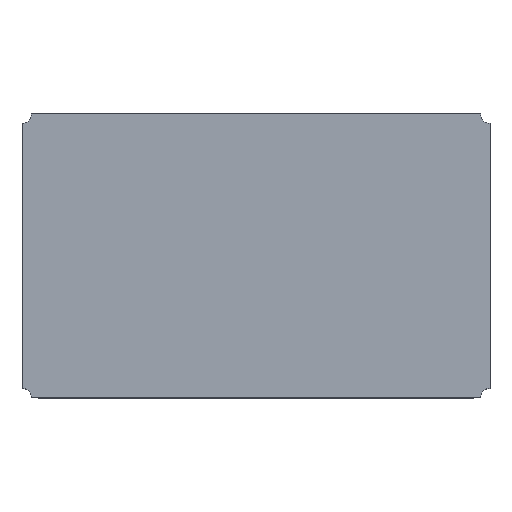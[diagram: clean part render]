
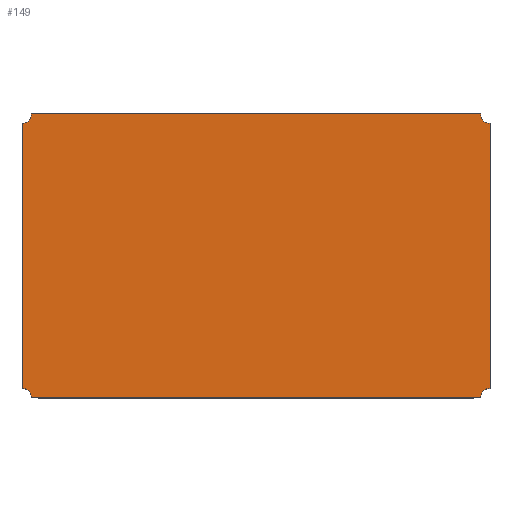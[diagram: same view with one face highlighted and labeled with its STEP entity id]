
A CAD part, top view. The second image highlights one B-rep face of the part: STEP entity #149.
In plain terms, the highlighted planar face has unit normal (0, 0, 1).
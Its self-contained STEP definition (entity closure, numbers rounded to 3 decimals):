
#33 = VERTEX_POINT('',#34);
#34 = CARTESIAN_POINT('',(-0.791,-0.5,0.49));
#40 = EDGE_CURVE('',#41,#33,#43,.T.);
#41 = VERTEX_POINT('',#42);
#42 = CARTESIAN_POINT('',(-0.824,-0.467,0.49));
#43 = CIRCLE('',#44,0.033);
#44 = AXIS2_PLACEMENT_3D('',#45,#46,#47);
#45 = CARTESIAN_POINT('',(-0.824,-0.5,0.49));
#46 = DIRECTION('',(0.,0.,-1.));
#47 = DIRECTION('',(1.,0.,0.));
#131 = VERTEX_POINT('',#132);
#132 = CARTESIAN_POINT('',(-0.824,0.467,0.49));
#138 = EDGE_CURVE('',#131,#41,#139,.T.);
#139 = LINE('',#140,#141);
#140 = CARTESIAN_POINT('',(-0.824,0.5,0.49));
#141 = VECTOR('',#142,1.);
#142 = DIRECTION('',(0.,-1.,0.));
#149 = ADVANCED_FACE('',(#150),#203,.T.);
#150 = FACE_BOUND('',#151,.T.);
#151 = EDGE_LOOP('',(#152,#160,#169,#177,#186,#194,#201,#202));
#152 = ORIENTED_EDGE('',*,*,#153,.T.);
#153 = EDGE_CURVE('',#33,#154,#156,.T.);
#154 = VERTEX_POINT('',#155);
#155 = CARTESIAN_POINT('',(0.791,-0.5,0.49));
#156 = LINE('',#157,#158);
#157 = CARTESIAN_POINT('',(-0.824,-0.5,0.49));
#158 = VECTOR('',#159,1.);
#159 = DIRECTION('',(1.,0.,0.));
#160 = ORIENTED_EDGE('',*,*,#161,.T.);
#161 = EDGE_CURVE('',#154,#162,#164,.T.);
#162 = VERTEX_POINT('',#163);
#163 = CARTESIAN_POINT('',(0.824,-0.467,0.49));
#164 = CIRCLE('',#165,0.033);
#165 = AXIS2_PLACEMENT_3D('',#166,#167,#168);
#166 = CARTESIAN_POINT('',(0.824,-0.5,0.49));
#167 = DIRECTION('',(0.,0.,-1.));
#168 = DIRECTION('',(1.,0.,0.));
#169 = ORIENTED_EDGE('',*,*,#170,.T.);
#170 = EDGE_CURVE('',#162,#171,#173,.T.);
#171 = VERTEX_POINT('',#172);
#172 = CARTESIAN_POINT('',(0.824,0.467,0.49));
#173 = LINE('',#174,#175);
#174 = CARTESIAN_POINT('',(0.824,-0.5,0.49));
#175 = VECTOR('',#176,1.);
#176 = DIRECTION('',(0.,1.,0.));
#177 = ORIENTED_EDGE('',*,*,#178,.T.);
#178 = EDGE_CURVE('',#171,#179,#181,.T.);
#179 = VERTEX_POINT('',#180);
#180 = CARTESIAN_POINT('',(0.791,0.5,0.49));
#181 = CIRCLE('',#182,0.033);
#182 = AXIS2_PLACEMENT_3D('',#183,#184,#185);
#183 = CARTESIAN_POINT('',(0.824,0.5,0.49));
#184 = DIRECTION('',(0.,0.,-1.));
#185 = DIRECTION('',(1.,0.,0.));
#186 = ORIENTED_EDGE('',*,*,#187,.T.);
#187 = EDGE_CURVE('',#179,#188,#190,.T.);
#188 = VERTEX_POINT('',#189);
#189 = CARTESIAN_POINT('',(-0.791,0.5,0.49));
#190 = LINE('',#191,#192);
#191 = CARTESIAN_POINT('',(0.824,0.5,0.49));
#192 = VECTOR('',#193,1.);
#193 = DIRECTION('',(-1.,0.,0.));
#194 = ORIENTED_EDGE('',*,*,#195,.T.);
#195 = EDGE_CURVE('',#188,#131,#196,.T.);
#196 = CIRCLE('',#197,0.033);
#197 = AXIS2_PLACEMENT_3D('',#198,#199,#200);
#198 = CARTESIAN_POINT('',(-0.824,0.5,0.49));
#199 = DIRECTION('',(0.,0.,-1.));
#200 = DIRECTION('',(1.,0.,0.));
#201 = ORIENTED_EDGE('',*,*,#138,.T.);
#202 = ORIENTED_EDGE('',*,*,#40,.T.);
#203 = PLANE('',#204);
#204 = AXIS2_PLACEMENT_3D('',#205,#206,#207);
#205 = CARTESIAN_POINT('',(0.,0.,0.49));
#206 = DIRECTION('',(0.,0.,1.));
#207 = DIRECTION('',(1.,0.,0.));
